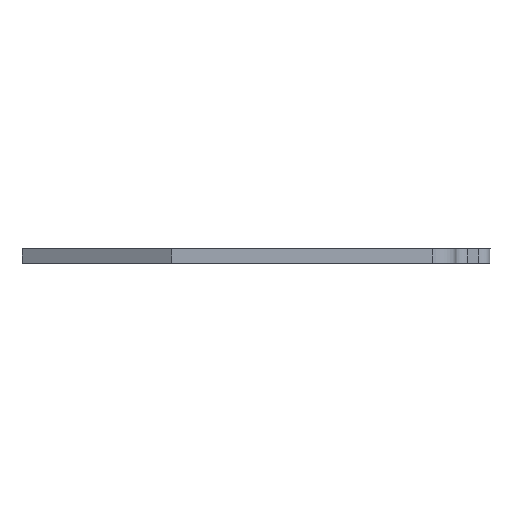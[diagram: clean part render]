
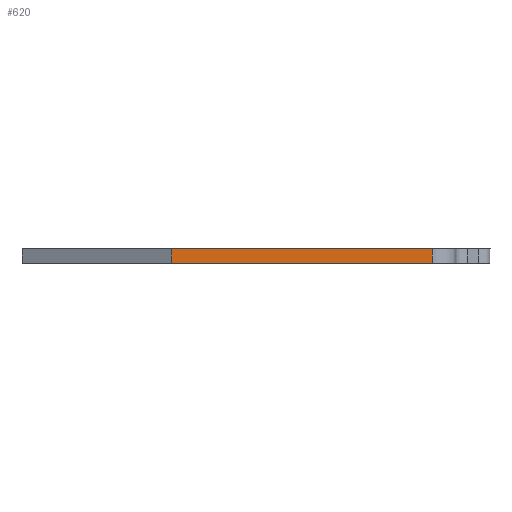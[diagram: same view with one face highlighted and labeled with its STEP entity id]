
A CAD part, left-side view. The second image highlights one B-rep face of the part: STEP entity #620.
In plain terms, the highlighted planar face has unit normal (-1, 0, 0).
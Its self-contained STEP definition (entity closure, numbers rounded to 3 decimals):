
#22 = VECTOR ( 'NONE', #105, 1000. ) ;
#37 = LINE ( 'NONE', #120, #22 ) ;
#39 = VECTOR ( 'NONE', #116, 1000. ) ;
#50 = ORIENTED_EDGE ( 'NONE', *, *, #815, .F. ) ;
#53 = VECTOR ( 'NONE', #167, 1000. ) ;
#55 = LINE ( 'NONE', #126, #39 ) ;
#60 = LINE ( 'NONE', #174, #53 ) ;
#105 = DIRECTION ( 'NONE',  ( 0., -1., 0. ) ) ;
#116 = DIRECTION ( 'NONE',  ( 0., 0., -1. ) ) ;
#120 = CARTESIAN_POINT ( 'NONE',  ( -28.55, 4.898, 5. ) ) ;
#126 = CARTESIAN_POINT ( 'NONE',  ( -28.55, 4.898, 6.2 ) ) ;
#135 = CARTESIAN_POINT ( 'NONE',  ( -28.55, 26.966, 5. ) ) ;
#164 = VECTOR ( 'NONE', #609, 1000. ) ;
#167 = DIRECTION ( 'NONE',  ( 0., 0., 1. ) ) ;
#170 = CARTESIAN_POINT ( 'NONE',  ( -28.55, 4.898, 5. ) ) ;
#174 = CARTESIAN_POINT ( 'NONE',  ( -28.55, 26.966, 6.2 ) ) ;
#178 = FACE_OUTER_BOUND ( 'NONE', #428, .T. ) ;
#179 = CARTESIAN_POINT ( 'NONE',  ( -28.55, 4.898, 6.2 ) ) ;
#181 = LINE ( 'NONE', #617, #164 ) ;
#278 = ORIENTED_EDGE ( 'NONE', *, *, #625, .F. ) ;
#338 = AXIS2_PLACEMENT_3D ( 'NONE', #630, #627, #624 ) ;
#386 = ORIENTED_EDGE ( 'NONE', *, *, #832, .F. ) ;
#428 = EDGE_LOOP ( 'NONE', ( #386, #278, #50, #592 ) ) ;
#592 = ORIENTED_EDGE ( 'NONE', *, *, #839, .T. ) ;
#608 = VERTEX_POINT ( 'NONE', #665 ) ;
#609 = DIRECTION ( 'NONE',  ( 0., -1., 0. ) ) ;
#617 = CARTESIAN_POINT ( 'NONE',  ( -28.55, 26.966, 6.2 ) ) ;
#620 = ADVANCED_FACE ( 'NONE', ( #178 ), #628, .F. ) ;
#624 = DIRECTION ( 'NONE',  ( 0., 1., 0. ) ) ;
#625 = EDGE_CURVE ( 'NONE', #608, #813, #181, .T. ) ;
#627 = DIRECTION ( 'NONE',  ( 1., 0., 0. ) ) ;
#628 = PLANE ( 'NONE',  #338 ) ;
#630 = CARTESIAN_POINT ( 'NONE',  ( -28.55, 26.966, 6.2 ) ) ;
#665 = CARTESIAN_POINT ( 'NONE',  ( -28.55, 26.966, 6.2 ) ) ;
#813 = VERTEX_POINT ( 'NONE', #179 ) ;
#815 = EDGE_CURVE ( 'NONE', #833, #608, #60, .T. ) ;
#823 = VERTEX_POINT ( 'NONE', #170 ) ;
#832 = EDGE_CURVE ( 'NONE', #813, #823, #55, .T. ) ;
#833 = VERTEX_POINT ( 'NONE', #135 ) ;
#839 = EDGE_CURVE ( 'NONE', #833, #823, #37, .T. ) ;
